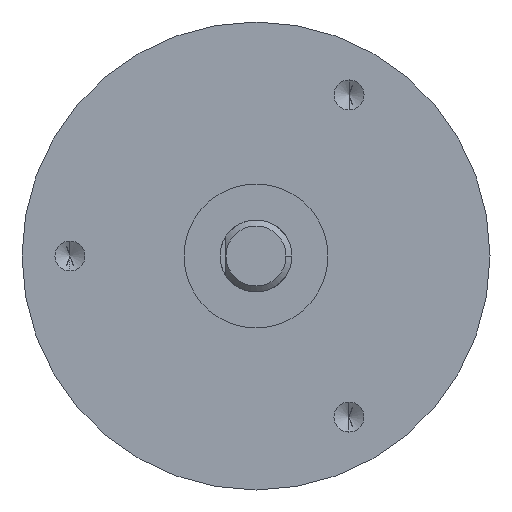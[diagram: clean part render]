
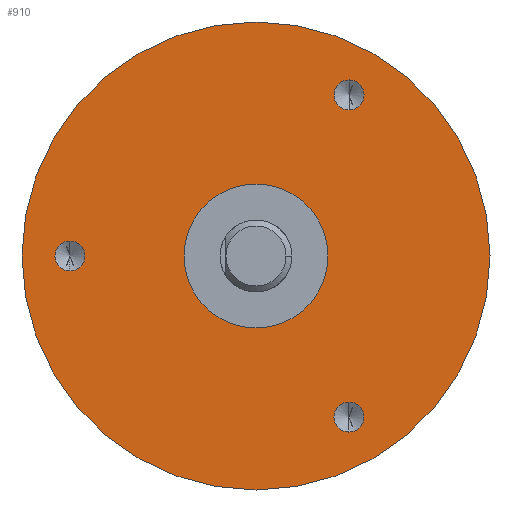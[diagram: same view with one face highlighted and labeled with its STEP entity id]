
A CAD part, left-side view. The second image highlights one B-rep face of the part: STEP entity #910.
In plain terms, the highlighted planar face has unit normal (-1, 0, 0).
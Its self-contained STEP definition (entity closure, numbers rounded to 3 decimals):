
#21 = ORIENTED_EDGE ( 'NONE', *, *, #687, .F. ) ;
#27 = FACE_BOUND ( 'NONE', #1685, .T. ) ;
#50 = CIRCLE ( 'NONE', #1390, 1.25 ) ;
#51 = ORIENTED_EDGE ( 'NONE', *, *, #747, .F. ) ;
#66 = CARTESIAN_POINT ( 'NONE',  ( 23.2, -6., 0. ) ) ;
#71 = ORIENTED_EDGE ( 'NONE', *, *, #448, .F. ) ;
#82 = CIRCLE ( 'NONE', #670, 6. ) ;
#87 = DIRECTION ( 'NONE',  ( -1., 0., 0. ) ) ;
#98 = CARTESIAN_POINT ( 'NONE',  ( 23.2, -7.75, 13.423 ) ) ;
#116 = VERTEX_POINT ( 'NONE', #945 ) ;
#120 = EDGE_LOOP ( 'NONE', ( #21, #1432 ) ) ;
#131 = VERTEX_POINT ( 'NONE', #1807 ) ;
#133 = DIRECTION ( 'NONE',  ( 0., -1., 0. ) ) ;
#142 = CIRCLE ( 'NONE', #867, 19.5 ) ;
#176 = EDGE_CURVE ( 'NONE', #531, #1436, #1638, .T. ) ;
#184 = CARTESIAN_POINT ( 'NONE',  ( 23.2, 0., 0. ) ) ;
#215 = VERTEX_POINT ( 'NONE', #1338 ) ;
#226 = DIRECTION ( 'NONE',  ( -1., 0., 0. ) ) ;
#247 = DIRECTION ( 'NONE',  ( 0., 0., 1. ) ) ;
#251 = DIRECTION ( 'NONE',  ( 0., 0., 1. ) ) ;
#258 = CARTESIAN_POINT ( 'NONE',  ( 23.2, 6., 0. ) ) ;
#270 = EDGE_LOOP ( 'NONE', ( #1481, #71 ) ) ;
#276 = CARTESIAN_POINT ( 'NONE',  ( 23.2, -7.75, -14.673 ) ) ;
#278 = CARTESIAN_POINT ( 'NONE',  ( 23.2, 6., 0. ) ) ;
#296 = CIRCLE ( 'NONE', #1492, 1.25 ) ;
#328 = CIRCLE ( 'NONE', #1137, 6. ) ;
#339 = AXIS2_PLACEMENT_3D ( 'NONE', #98, #1092, #247 ) ;
#345 = DIRECTION ( 'NONE',  ( 0., 1., 0. ) ) ;
#348 = DIRECTION ( 'NONE',  ( 0., 1., 0. ) ) ;
#392 = CIRCLE ( 'NONE', #1527, 1.25 ) ;
#409 = FACE_BOUND ( 'NONE', #721, .T. ) ;
#423 = CARTESIAN_POINT ( 'NONE',  ( 23.2, 0., 0. ) ) ;
#433 = DIRECTION ( 'NONE',  ( 0., 0., 1. ) ) ;
#448 = EDGE_CURVE ( 'NONE', #131, #1266, #142, .T. ) ;
#454 = FACE_BOUND ( 'NONE', #709, .T. ) ;
#492 = EDGE_CURVE ( 'NONE', #1571, #116, #392, .T. ) ;
#494 = DIRECTION ( 'NONE',  ( 1., 0., 0. ) ) ;
#527 = VERTEX_POINT ( 'NONE', #258 ) ;
#531 = VERTEX_POINT ( 'NONE', #1381 ) ;
#614 = CIRCLE ( 'NONE', #1182, 19.5 ) ;
#663 = CARTESIAN_POINT ( 'NONE',  ( 23.2, 0., 0. ) ) ;
#670 = AXIS2_PLACEMENT_3D ( 'NONE', #184, #1171, #348 ) ;
#687 = EDGE_CURVE ( 'NONE', #116, #1571, #50, .T. ) ;
#709 = EDGE_LOOP ( 'NONE', ( #1291, #1121 ) ) ;
#717 = AXIS2_PLACEMENT_3D ( 'NONE', #278, #1125, #133 ) ;
#721 = EDGE_LOOP ( 'NONE', ( #51, #1499 ) ) ;
#747 = EDGE_CURVE ( 'NONE', #1436, #531, #296, .T. ) ;
#749 = VERTEX_POINT ( 'NONE', #763 ) ;
#754 = CARTESIAN_POINT ( 'NONE',  ( 23.2, 19.5, 0. ) ) ;
#763 = CARTESIAN_POINT ( 'NONE',  ( 23.2, -7.75, 12.173 ) ) ;
#795 = AXIS2_PLACEMENT_3D ( 'NONE', #1208, #226, #1088 ) ;
#802 = DIRECTION ( 'NONE',  ( 0., 1., 0. ) ) ;
#845 = DIRECTION ( 'NONE',  ( -1., 0., 0. ) ) ;
#867 = AXIS2_PLACEMENT_3D ( 'NONE', #1473, #494, #345 ) ;
#872 = CARTESIAN_POINT ( 'NONE',  ( 23.2, 15.5, 1.25 ) ) ;
#910 = ADVANCED_FACE ( 'NONE', ( #1152, #27, #409, #454, #1490 ), #1839, .T. ) ;
#917 = EDGE_CURVE ( 'NONE', #1266, #131, #614, .T. ) ;
#945 = CARTESIAN_POINT ( 'NONE',  ( 23.2, -7.75, -12.173 ) ) ;
#961 = CARTESIAN_POINT ( 'NONE',  ( 23.2, -7.75, -13.423 ) ) ;
#1037 = ORIENTED_EDGE ( 'NONE', *, *, #1574, .F. ) ;
#1082 = CARTESIAN_POINT ( 'NONE',  ( 23.2, 15.5, 0. ) ) ;
#1088 = DIRECTION ( 'NONE',  ( 0., 0., 1. ) ) ;
#1092 = DIRECTION ( 'NONE',  ( -1., 0., 0. ) ) ;
#1098 = DIRECTION ( 'NONE',  ( -1., 0., 0. ) ) ;
#1121 = ORIENTED_EDGE ( 'NONE', *, *, #1758, .T. ) ;
#1125 = DIRECTION ( 'NONE',  ( -1., 0., 0. ) ) ;
#1137 = AXIS2_PLACEMENT_3D ( 'NONE', #663, #1648, #802 ) ;
#1149 = ORIENTED_EDGE ( 'NONE', *, *, #1834, .F. ) ;
#1152 = FACE_BOUND ( 'NONE', #120, .T. ) ;
#1171 = DIRECTION ( 'NONE',  ( 1., 0., 0. ) ) ;
#1182 = AXIS2_PLACEMENT_3D ( 'NONE', #423, #1260, #1540 ) ;
#1208 = CARTESIAN_POINT ( 'NONE',  ( 23.2, 15.5, 0. ) ) ;
#1233 = CARTESIAN_POINT ( 'NONE',  ( 23.2, -7.75, -13.423 ) ) ;
#1235 = DIRECTION ( 'NONE',  ( 0., 0., 1. ) ) ;
#1260 = DIRECTION ( 'NONE',  ( 1., 0., 0. ) ) ;
#1266 = VERTEX_POINT ( 'NONE', #754 ) ;
#1291 = ORIENTED_EDGE ( 'NONE', *, *, #1662, .T. ) ;
#1338 = CARTESIAN_POINT ( 'NONE',  ( 23.2, -7.75, 14.673 ) ) ;
#1381 = CARTESIAN_POINT ( 'NONE',  ( 23.2, 15.5, -1.25 ) ) ;
#1390 = AXIS2_PLACEMENT_3D ( 'NONE', #961, #1813, #1235 ) ;
#1407 = CIRCLE ( 'NONE', #1456, 1.25 ) ;
#1432 = ORIENTED_EDGE ( 'NONE', *, *, #492, .F. ) ;
#1436 = VERTEX_POINT ( 'NONE', #872 ) ;
#1456 = AXIS2_PLACEMENT_3D ( 'NONE', #1695, #845, #1840 ) ;
#1473 = CARTESIAN_POINT ( 'NONE',  ( 23.2, 0., 0. ) ) ;
#1481 = ORIENTED_EDGE ( 'NONE', *, *, #917, .F. ) ;
#1490 = FACE_OUTER_BOUND ( 'NONE', #270, .T. ) ;
#1492 = AXIS2_PLACEMENT_3D ( 'NONE', #1082, #87, #433 ) ;
#1499 = ORIENTED_EDGE ( 'NONE', *, *, #176, .F. ) ;
#1527 = AXIS2_PLACEMENT_3D ( 'NONE', #1233, #1098, #251 ) ;
#1540 = DIRECTION ( 'NONE',  ( 0., 1., 0. ) ) ;
#1571 = VERTEX_POINT ( 'NONE', #276 ) ;
#1574 = EDGE_CURVE ( 'NONE', #749, #215, #1407, .T. ) ;
#1638 = CIRCLE ( 'NONE', #795, 1.25 ) ;
#1648 = DIRECTION ( 'NONE',  ( 1., 0., 0. ) ) ;
#1662 = EDGE_CURVE ( 'NONE', #527, #1690, #82, .T. ) ;
#1685 = EDGE_LOOP ( 'NONE', ( #1149, #1037 ) ) ;
#1690 = VERTEX_POINT ( 'NONE', #66 ) ;
#1695 = CARTESIAN_POINT ( 'NONE',  ( 23.2, -7.75, 13.423 ) ) ;
#1707 = CIRCLE ( 'NONE', #339, 1.25 ) ;
#1758 = EDGE_CURVE ( 'NONE', #1690, #527, #328, .T. ) ;
#1807 = CARTESIAN_POINT ( 'NONE',  ( 23.2, -19.5, 0. ) ) ;
#1813 = DIRECTION ( 'NONE',  ( -1., 0., 0. ) ) ;
#1834 = EDGE_CURVE ( 'NONE', #215, #749, #1707, .T. ) ;
#1839 = PLANE ( 'NONE',  #717 ) ;
#1840 = DIRECTION ( 'NONE',  ( 0., 0., 1. ) ) ;
